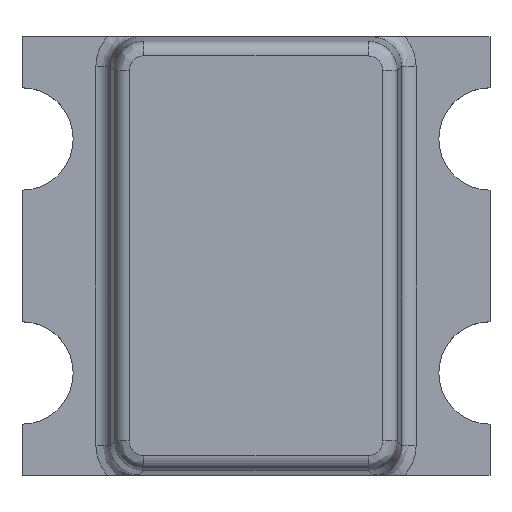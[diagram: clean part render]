
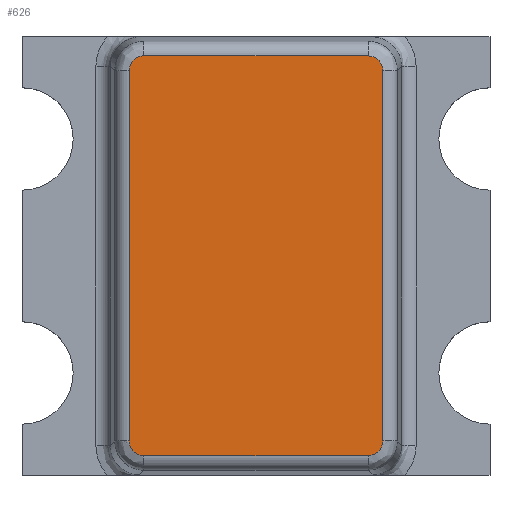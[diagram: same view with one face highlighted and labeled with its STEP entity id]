
A CAD part, top view. The second image highlights one B-rep face of the part: STEP entity #626.
In plain terms, the highlighted planar face has unit normal (0, 0, 1).
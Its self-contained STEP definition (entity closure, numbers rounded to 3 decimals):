
#18=PLANE('',#698);
#45=LINE('',#1165,#97);
#47=LINE('',#1228,#99);
#48=LINE('',#1230,#100);
#50=LINE('',#1233,#102);
#97=VECTOR('',#801,10.);
#99=VECTOR('',#817,10.);
#100=VECTOR('',#820,10.);
#102=VECTOR('',#824,10.);
#170=FACE_OUTER_BOUND('',#208,.T.);
#208=EDGE_LOOP('',(#499,#500,#501,#502,#503,#504,#505,#506));
#257=ELLIPSE('',#683,0.05,0.05);
#258=ELLIPSE('',#686,0.05,0.05);
#259=ELLIPSE('',#690,0.05,0.05);
#260=ELLIPSE('',#693,0.05,0.05);
#289=VERTEX_POINT('',#1129);
#290=VERTEX_POINT('',#1131);
#291=VERTEX_POINT('',#1159);
#292=VERTEX_POINT('',#1161);
#293=VERTEX_POINT('',#1191);
#294=VERTEX_POINT('',#1193);
#295=VERTEX_POINT('',#1221);
#296=VERTEX_POINT('',#1223);
#357=EDGE_CURVE('',#290,#289,#257,.T.);
#360=EDGE_CURVE('',#292,#291,#258,.T.);
#361=EDGE_CURVE('',#289,#292,#45,.T.);
#364=EDGE_CURVE('',#294,#293,#259,.T.);
#367=EDGE_CURVE('',#296,#295,#260,.T.);
#369=EDGE_CURVE('',#291,#296,#47,.T.);
#370=EDGE_CURVE('',#295,#294,#48,.T.);
#372=EDGE_CURVE('',#293,#290,#50,.T.);
#499=ORIENTED_EDGE('',*,*,#367,.F.);
#500=ORIENTED_EDGE('',*,*,#369,.F.);
#501=ORIENTED_EDGE('',*,*,#360,.F.);
#502=ORIENTED_EDGE('',*,*,#361,.F.);
#503=ORIENTED_EDGE('',*,*,#357,.F.);
#504=ORIENTED_EDGE('',*,*,#372,.F.);
#505=ORIENTED_EDGE('',*,*,#364,.F.);
#506=ORIENTED_EDGE('',*,*,#370,.F.);
#626=ADVANCED_FACE('',(#170),#18,.T.);
#683=AXIS2_PLACEMENT_3D('',#1133,#791,#792);
#686=AXIS2_PLACEMENT_3D('',#1163,#797,#798);
#690=AXIS2_PLACEMENT_3D('',#1195,#806,#807);
#693=AXIS2_PLACEMENT_3D('',#1225,#812,#813);
#698=AXIS2_PLACEMENT_3D('',#1236,#828,#829);
#791=DIRECTION('center_axis',(0.,0.,-1.));
#792=DIRECTION('ref_axis',(-0.707,-0.707,0.));
#797=DIRECTION('center_axis',(0.,0.,-1.));
#798=DIRECTION('ref_axis',(-0.707,0.707,0.));
#801=DIRECTION('',(0.,1.,0.));
#806=DIRECTION('center_axis',(0.,0.,-1.));
#807=DIRECTION('ref_axis',(0.707,-0.707,0.));
#812=DIRECTION('center_axis',(0.,0.,-1.));
#813=DIRECTION('ref_axis',(0.707,0.707,0.));
#817=DIRECTION('',(1.,0.,0.));
#820=DIRECTION('',(0.,-1.,0.));
#824=DIRECTION('',(-1.,0.,0.));
#828=DIRECTION('center_axis',(0.,0.,1.));
#829=DIRECTION('ref_axis',(-1.,0.,0.));
#1129=CARTESIAN_POINT('',(-0.433,-0.633,0.65));
#1131=CARTESIAN_POINT('',(-0.383,-0.683,0.65));
#1133=CARTESIAN_POINT('Origin',(-0.383,-0.633,0.65));
#1159=CARTESIAN_POINT('',(-0.383,0.683,0.65));
#1161=CARTESIAN_POINT('',(-0.433,0.633,0.65));
#1163=CARTESIAN_POINT('Origin',(-0.383,0.633,0.65));
#1165=CARTESIAN_POINT('',(-0.433,-0.375,0.65));
#1191=CARTESIAN_POINT('',(0.383,-0.683,0.65));
#1193=CARTESIAN_POINT('',(0.433,-0.633,0.65));
#1195=CARTESIAN_POINT('Origin',(0.383,-0.633,0.65));
#1221=CARTESIAN_POINT('',(0.433,0.633,0.65));
#1223=CARTESIAN_POINT('',(0.383,0.683,0.65));
#1225=CARTESIAN_POINT('Origin',(0.383,0.633,0.65));
#1228=CARTESIAN_POINT('',(-0.25,0.683,0.65));
#1230=CARTESIAN_POINT('',(0.433,0.375,0.65));
#1233=CARTESIAN_POINT('',(0.25,-0.683,0.65));
#1236=CARTESIAN_POINT('Origin',(0.,0.,0.65));
